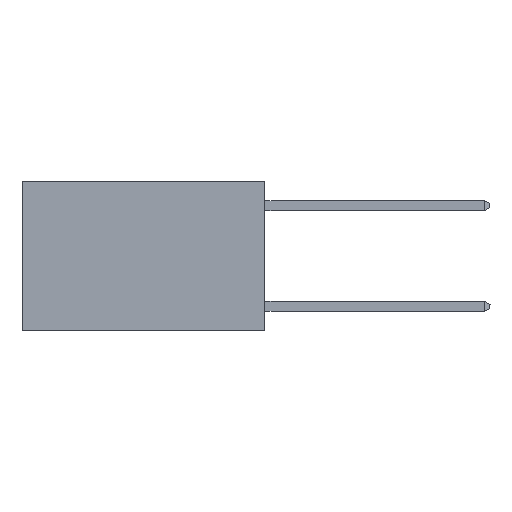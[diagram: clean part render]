
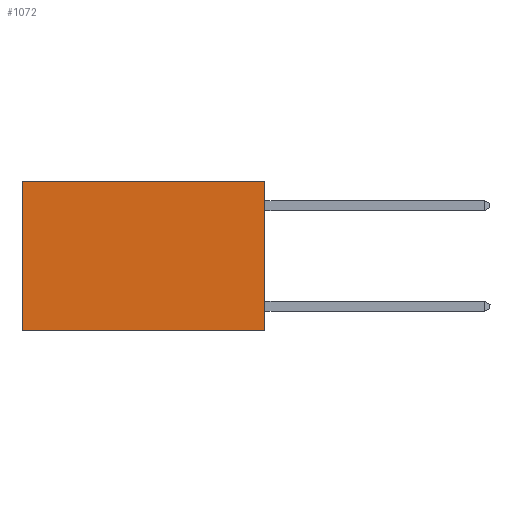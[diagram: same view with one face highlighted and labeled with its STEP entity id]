
A CAD part, left-side view. The second image highlights one B-rep face of the part: STEP entity #1072.
In plain terms, the highlighted planar face has unit normal (-1, 0, 0).
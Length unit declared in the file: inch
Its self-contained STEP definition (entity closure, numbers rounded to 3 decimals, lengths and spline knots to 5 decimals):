
#213 = LINE ( 'NONE', #11748, #10731 ) ;
#1072 = ADVANCED_FACE ( 'NONE', ( #6346 ), #3364, .F. ) ;
#1094 = VERTEX_POINT ( 'NONE', #10427 ) ;
#2047 = VERTEX_POINT ( 'NONE', #12192 ) ;
#3049 = VECTOR ( 'NONE', #11046, 39.37008 ) ;
#3061 = LINE ( 'NONE', #3539, #11335 ) ;
#3163 = CARTESIAN_POINT ( 'NONE',  ( 0.2625, 0., 0. ) ) ;
#3219 = DIRECTION ( 'NONE',  ( 0., 0., -1. ) ) ;
#3364 = PLANE ( 'NONE',  #5268 ) ;
#3539 = CARTESIAN_POINT ( 'NONE',  ( 0.2625, 0., -0.37 ) ) ;
#3553 = CARTESIAN_POINT ( 'NONE',  ( 0.2625, 0., 0. ) ) ;
#3651 = DIRECTION ( 'NONE',  ( 0., 1., 0. ) ) ;
#3952 = CARTESIAN_POINT ( 'NONE',  ( 0.2625, 0.6, 0. ) ) ;
#4906 = ORIENTED_EDGE ( 'NONE', *, *, #11345, .F. ) ;
#5268 = AXIS2_PLACEMENT_3D ( 'NONE', #12518, #10332, #9414 ) ;
#6346 = FACE_OUTER_BOUND ( 'NONE', #12385, .T. ) ;
#6373 = CARTESIAN_POINT ( 'NONE',  ( 0.2625, 0.6, 0. ) ) ;
#6687 = ORIENTED_EDGE ( 'NONE', *, *, #8810, .T. ) ;
#7985 = ORIENTED_EDGE ( 'NONE', *, *, #10856, .F. ) ;
#8810 = EDGE_CURVE ( 'NONE', #8988, #9981, #9100, .T. ) ;
#8988 = VERTEX_POINT ( 'NONE', #3163 ) ;
#9100 = LINE ( 'NONE', #3553, #9403 ) ;
#9403 = VECTOR ( 'NONE', #3651, 39.37008 ) ;
#9414 = DIRECTION ( 'NONE',  ( 0., 0., -1. ) ) ;
#9981 = VERTEX_POINT ( 'NONE', #6373 ) ;
#10332 = DIRECTION ( 'NONE',  ( 1., 0., 0. ) ) ;
#10427 = CARTESIAN_POINT ( 'NONE',  ( 0.2625, 0.6, -0.37 ) ) ;
#10528 = LINE ( 'NONE', #3952, #3049 ) ;
#10731 = VECTOR ( 'NONE', #3219, 39.37008 ) ;
#10856 = EDGE_CURVE ( 'NONE', #8988, #2047, #213, .T. ) ;
#11046 = DIRECTION ( 'NONE',  ( 0., 0., -1. ) ) ;
#11335 = VECTOR ( 'NONE', #12688, 39.37008 ) ;
#11345 = EDGE_CURVE ( 'NONE', #2047, #1094, #3061, .T. ) ;
#11732 = EDGE_CURVE ( 'NONE', #9981, #1094, #10528, .T. ) ;
#11748 = CARTESIAN_POINT ( 'NONE',  ( 0.2625, 0., 0. ) ) ;
#12192 = CARTESIAN_POINT ( 'NONE',  ( 0.2625, 0., -0.37 ) ) ;
#12385 = EDGE_LOOP ( 'NONE', ( #12603, #4906, #7985, #6687 ) ) ;
#12518 = CARTESIAN_POINT ( 'NONE',  ( 0.2625, 0., 0. ) ) ;
#12603 = ORIENTED_EDGE ( 'NONE', *, *, #11732, .T. ) ;
#12688 = DIRECTION ( 'NONE',  ( 0., 1., 0. ) ) ;
